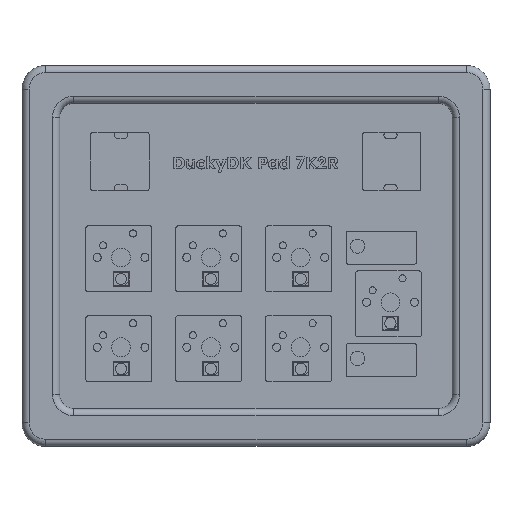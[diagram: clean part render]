
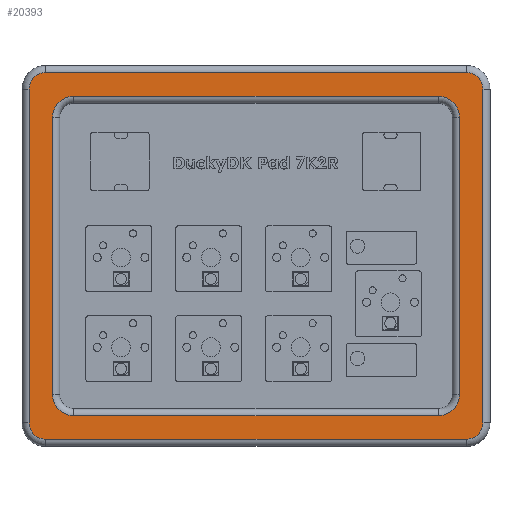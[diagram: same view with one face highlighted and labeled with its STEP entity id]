
A CAD part, top view. The second image highlights one B-rep face of the part: STEP entity #20393.
In plain terms, the highlighted planar face has unit normal (0, 0, 1).
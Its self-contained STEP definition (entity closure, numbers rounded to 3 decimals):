
#479=FACE_BOUND('',#3767,.T.);
#889=PLANE('',#21632);
#1535=CIRCLE('',#21606,4.5);
#1541=CIRCLE('',#21614,4.5);
#1545=CIRCLE('',#21620,4.5);
#1549=CIRCLE('',#21626,4.5);
#1550=CIRCLE('',#21633,3.5);
#1551=CIRCLE('',#21634,3.5);
#1552=CIRCLE('',#21635,3.5);
#1553=CIRCLE('',#21636,3.5);
#2531=FACE_OUTER_BOUND('',#3766,.T.);
#3766=EDGE_LOOP('',(#16030,#16031,#16032,#16033,#16034,#16035,#16036,#16037));
#3767=EDGE_LOOP('',(#16038,#16039,#16040,#16041,#16042,#16043,#16044,#16045));
#5453=LINE('',#32456,#7374);
#5455=LINE('',#32468,#7376);
#5457=LINE('',#32480,#7378);
#5458=LINE('',#32488,#7379);
#5465=LINE('',#32502,#7386);
#5466=LINE('',#32506,#7387);
#5467=LINE('',#32510,#7388);
#5468=LINE('',#32514,#7389);
#7374=VECTOR('',#24315,10.);
#7376=VECTOR('',#24329,10.);
#7378=VECTOR('',#24343,10.);
#7379=VECTOR('',#24354,10.);
#7386=VECTOR('',#24371,10.);
#7387=VECTOR('',#24374,10.);
#7388=VECTOR('',#24377,10.);
#7389=VECTOR('',#24380,10.);
#9749=VERTEX_POINT('',#32444);
#9750=VERTEX_POINT('',#32446);
#9752=VERTEX_POINT('',#32452);
#9754=VERTEX_POINT('',#32458);
#9756=VERTEX_POINT('',#32464);
#9758=VERTEX_POINT('',#32470);
#9760=VERTEX_POINT('',#32476);
#9762=VERTEX_POINT('',#32482);
#9764=VERTEX_POINT('',#32500);
#9765=VERTEX_POINT('',#32501);
#9766=VERTEX_POINT('',#32503);
#9767=VERTEX_POINT('',#32505);
#9768=VERTEX_POINT('',#32507);
#9769=VERTEX_POINT('',#32509);
#9770=VERTEX_POINT('',#32511);
#9771=VERTEX_POINT('',#32513);
#12038=EDGE_CURVE('',#9749,#9750,#1535,.T.);
#12043=EDGE_CURVE('',#9750,#9752,#5453,.T.);
#12046=EDGE_CURVE('',#9752,#9754,#1541,.T.);
#12049=EDGE_CURVE('',#9754,#9756,#5455,.T.);
#12052=EDGE_CURVE('',#9756,#9758,#1545,.T.);
#12055=EDGE_CURVE('',#9758,#9760,#5457,.T.);
#12058=EDGE_CURVE('',#9760,#9762,#1549,.T.);
#12059=EDGE_CURVE('',#9762,#9749,#5458,.T.);
#12066=EDGE_CURVE('',#9764,#9765,#5465,.T.);
#12067=EDGE_CURVE('',#9766,#9764,#1550,.T.);
#12068=EDGE_CURVE('',#9767,#9766,#5466,.T.);
#12069=EDGE_CURVE('',#9768,#9767,#1551,.T.);
#12070=EDGE_CURVE('',#9769,#9768,#5467,.T.);
#12071=EDGE_CURVE('',#9770,#9769,#1552,.T.);
#12072=EDGE_CURVE('',#9771,#9770,#5468,.T.);
#12073=EDGE_CURVE('',#9765,#9771,#1553,.T.);
#16030=ORIENTED_EDGE('',*,*,#12066,.F.);
#16031=ORIENTED_EDGE('',*,*,#12067,.F.);
#16032=ORIENTED_EDGE('',*,*,#12068,.F.);
#16033=ORIENTED_EDGE('',*,*,#12069,.F.);
#16034=ORIENTED_EDGE('',*,*,#12070,.F.);
#16035=ORIENTED_EDGE('',*,*,#12071,.F.);
#16036=ORIENTED_EDGE('',*,*,#12072,.F.);
#16037=ORIENTED_EDGE('',*,*,#12073,.F.);
#16038=ORIENTED_EDGE('',*,*,#12038,.F.);
#16039=ORIENTED_EDGE('',*,*,#12059,.F.);
#16040=ORIENTED_EDGE('',*,*,#12058,.F.);
#16041=ORIENTED_EDGE('',*,*,#12055,.F.);
#16042=ORIENTED_EDGE('',*,*,#12052,.F.);
#16043=ORIENTED_EDGE('',*,*,#12049,.F.);
#16044=ORIENTED_EDGE('',*,*,#12046,.F.);
#16045=ORIENTED_EDGE('',*,*,#12043,.F.);
#20393=ADVANCED_FACE('',(#2531,#479),#889,.T.);
#21606=AXIS2_PLACEMENT_3D('',#32447,#24304,#24305);
#21614=AXIS2_PLACEMENT_3D('',#32462,#24322,#24323);
#21620=AXIS2_PLACEMENT_3D('',#32474,#24336,#24337);
#21626=AXIS2_PLACEMENT_3D('',#32486,#24350,#24351);
#21632=AXIS2_PLACEMENT_3D('',#32499,#24369,#24370);
#21633=AXIS2_PLACEMENT_3D('',#32504,#24372,#24373);
#21634=AXIS2_PLACEMENT_3D('',#32508,#24375,#24376);
#21635=AXIS2_PLACEMENT_3D('',#32512,#24378,#24379);
#21636=AXIS2_PLACEMENT_3D('',#32515,#24381,#24382);
#24304=DIRECTION('center_axis',(0.,0.,1.));
#24305=DIRECTION('ref_axis',(-0.707,0.707,0.));
#24315=DIRECTION('',(0.,-1.,0.));
#24322=DIRECTION('center_axis',(0.,0.,1.));
#24323=DIRECTION('ref_axis',(-0.707,-0.707,0.));
#24329=DIRECTION('',(1.,0.,0.));
#24336=DIRECTION('center_axis',(0.,0.,1.));
#24337=DIRECTION('ref_axis',(0.707,-0.707,0.));
#24343=DIRECTION('',(0.,1.,0.));
#24350=DIRECTION('center_axis',(0.,0.,1.));
#24351=DIRECTION('ref_axis',(0.707,0.707,0.));
#24354=DIRECTION('',(-1.,0.,0.));
#24369=DIRECTION('center_axis',(0.,0.,1.));
#24370=DIRECTION('ref_axis',(1.,0.,0.));
#24371=DIRECTION('',(-1.,0.,0.));
#24372=DIRECTION('center_axis',(0.,0.,-1.));
#24373=DIRECTION('ref_axis',(0.707,-0.707,0.));
#24374=DIRECTION('',(0.,-1.,0.));
#24375=DIRECTION('center_axis',(0.,0.,-1.));
#24376=DIRECTION('ref_axis',(0.707,0.707,0.));
#24377=DIRECTION('',(1.,0.,0.));
#24378=DIRECTION('center_axis',(0.,0.,-1.));
#24379=DIRECTION('ref_axis',(-0.707,0.707,0.));
#24380=DIRECTION('',(0.,1.,0.));
#24381=DIRECTION('center_axis',(0.,0.,-1.));
#24382=DIRECTION('ref_axis',(-0.707,-0.707,0.));
#32444=CARTESIAN_POINT('',(1.5,64.757,20.));
#32446=CARTESIAN_POINT('',(-3.,60.257,20.));
#32447=CARTESIAN_POINT('Origin',(1.5,60.257,20.));
#32452=CARTESIAN_POINT('',(-3.,1.5,20.));
#32456=CARTESIAN_POINT('',(-3.,14.689,20.));
#32458=CARTESIAN_POINT('',(1.5,-3.,20.));
#32462=CARTESIAN_POINT('Origin',(1.5,1.5,20.));
#32464=CARTESIAN_POINT('',(78.748,-3.,20.));
#32468=CARTESIAN_POINT('',(60.936,-3.,20.));
#32470=CARTESIAN_POINT('',(83.248,1.5,20.));
#32474=CARTESIAN_POINT('Origin',(78.748,1.5,20.));
#32476=CARTESIAN_POINT('',(83.248,60.257,20.));
#32480=CARTESIAN_POINT('',(83.248,47.068,20.));
#32482=CARTESIAN_POINT('',(78.748,64.757,20.));
#32486=CARTESIAN_POINT('Origin',(78.748,60.257,20.));
#32488=CARTESIAN_POINT('',(19.312,64.757,20.));
#32499=CARTESIAN_POINT('Origin',(40.124,30.879,20.));
#32500=CARTESIAN_POINT('',(84.748,-8.,20.));
#32501=CARTESIAN_POINT('',(-4.5,-8.,20.));
#32502=CARTESIAN_POINT('',(17.812,-8.,20.));
#32503=CARTESIAN_POINT('',(88.248,-4.5,20.));
#32504=CARTESIAN_POINT('Origin',(84.748,-4.5,20.));
#32505=CARTESIAN_POINT('',(88.248,66.257,20.));
#32506=CARTESIAN_POINT('',(88.248,13.189,20.));
#32507=CARTESIAN_POINT('',(84.748,69.757,20.));
#32508=CARTESIAN_POINT('Origin',(84.748,66.257,20.));
#32509=CARTESIAN_POINT('',(-4.5,69.757,20.));
#32510=CARTESIAN_POINT('',(62.436,69.757,20.));
#32511=CARTESIAN_POINT('',(-8.,66.257,20.));
#32512=CARTESIAN_POINT('Origin',(-4.5,66.257,20.));
#32513=CARTESIAN_POINT('',(-8.,-4.5,20.));
#32514=CARTESIAN_POINT('',(-8.,48.568,20.));
#32515=CARTESIAN_POINT('Origin',(-4.5,-4.5,20.));
